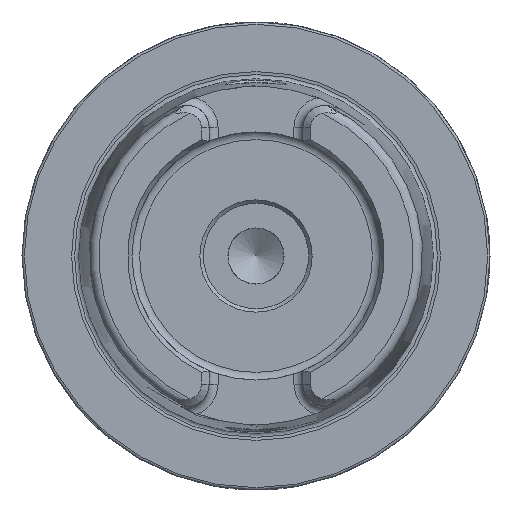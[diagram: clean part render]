
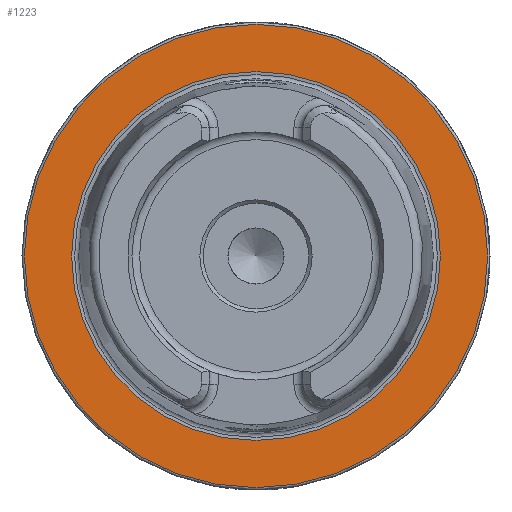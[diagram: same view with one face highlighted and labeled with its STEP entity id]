
A CAD part, left-side view. The second image highlights one B-rep face of the part: STEP entity #1223.
In plain terms, the highlighted planar face has unit normal (-1, 0, 0).
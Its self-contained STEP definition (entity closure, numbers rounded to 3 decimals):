
#41 = DIRECTION ( 'NONE',  ( 0., 0., 1. ) ) ;
#165 = ORIENTED_EDGE ( 'NONE', *, *, #3723, .T. ) ;
#181 = DIRECTION ( 'NONE',  ( 0., 0., -1. ) ) ;
#1047 = VERTEX_POINT ( 'NONE', #8777 ) ;
#1223 = ADVANCED_FACE ( 'NONE', ( #8584, #6134 ), #5619, .F. ) ;
#1713 = CARTESIAN_POINT ( 'NONE',  ( 0., 0., 0. ) ) ;
#1915 = EDGE_CURVE ( 'NONE', #9682, #9682, #10273, .T. ) ;
#3327 = CARTESIAN_POINT ( 'NONE',  ( 0., 0., 39.405 ) ) ;
#3723 = EDGE_CURVE ( 'NONE', #1047, #1047, #4175, .T. ) ;
#3875 = ORIENTED_EDGE ( 'NONE', *, *, #1915, .F. ) ;
#4175 = CIRCLE ( 'NONE', #6886, 49.5 ) ;
#4658 = DIRECTION ( 'NONE',  ( -1., 0., 0. ) ) ;
#5081 = AXIS2_PLACEMENT_3D ( 'NONE', #7377, #4658, #41 ) ;
#5619 = PLANE ( 'NONE',  #8858 ) ;
#5707 = DIRECTION ( 'NONE',  ( 1., 0., 0. ) ) ;
#6134 = FACE_OUTER_BOUND ( 'NONE', #7940, .T. ) ;
#6587 = CARTESIAN_POINT ( 'NONE',  ( 0., 49.5, 0. ) ) ;
#6886 = AXIS2_PLACEMENT_3D ( 'NONE', #1713, #9984, #10982 ) ;
#7377 = CARTESIAN_POINT ( 'NONE',  ( 0., 0., 0. ) ) ;
#7940 = EDGE_LOOP ( 'NONE', ( #165 ) ) ;
#8584 = FACE_BOUND ( 'NONE', #10590, .T. ) ;
#8777 = CARTESIAN_POINT ( 'NONE',  ( 0., 0., 49.5 ) ) ;
#8858 = AXIS2_PLACEMENT_3D ( 'NONE', #6587, #5707, #181 ) ;
#9682 = VERTEX_POINT ( 'NONE', #3327 ) ;
#9984 = DIRECTION ( 'NONE',  ( -1., 0., 0. ) ) ;
#10273 = CIRCLE ( 'NONE', #5081, 39.405 ) ;
#10590 = EDGE_LOOP ( 'NONE', ( #3875 ) ) ;
#10982 = DIRECTION ( 'NONE',  ( 0., 0., 1. ) ) ;
